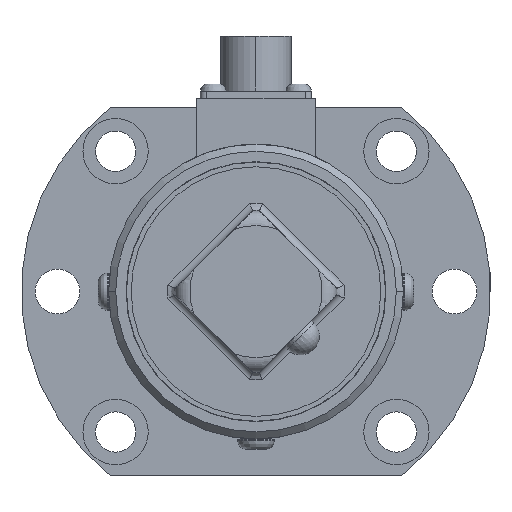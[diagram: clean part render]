
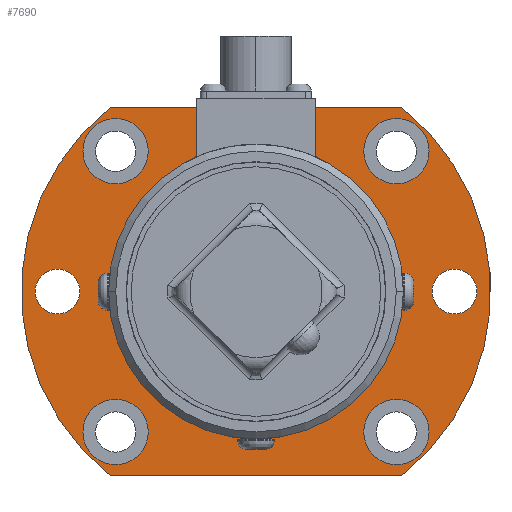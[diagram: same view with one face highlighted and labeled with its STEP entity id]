
A CAD part, left-side view. The second image highlights one B-rep face of the part: STEP entity #7690.
In plain terms, the highlighted planar face has unit normal (-1, 0, 0).
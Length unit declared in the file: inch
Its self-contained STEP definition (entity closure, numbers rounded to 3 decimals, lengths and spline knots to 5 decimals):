
#2644=CARTESIAN_POINT('',(2.342,1.54793,-1.04793));
#2645=VERTEX_POINT('',#2644);
#2661=CARTESIAN_POINT('',(2.342,1.8138,-1.3138));
#2662=VERTEX_POINT('',#2661);
#2669=CARTESIAN_POINT('',(2.342,1.68087,-1.18087));
#2670=DIRECTION('',(1.0,0.,0.));
#2671=DIRECTION('',(0.,-0.707,0.707));
#2672=AXIS2_PLACEMENT_3D('',#2669,#2670,#2671);
#2673=CIRCLE('',#2672,0.188);
#2674=EDGE_CURVE('',#2645,#2662,#2673,.T.);
#2684=CARTESIAN_POINT('',(2.342,-0.97576,-0.19445));
#2685=VERTEX_POINT('',#2684);
#2694=CARTESIAN_POINT('',(2.342,-1.36467,0.19445));
#2695=VERTEX_POINT('',#2694);
#2696=CARTESIAN_POINT('',(2.342,-1.17021,0.));
#2697=DIRECTION('',(1.0,0.,0.));
#2698=DIRECTION('',(0.,0.707,-0.707));
#2699=AXIS2_PLACEMENT_3D('',#2696,#2697,#2698);
#2700=CIRCLE('',#2699,0.275);
#2701=EDGE_CURVE('',#2695,#2685,#2700,.T.);
#3024=CARTESIAN_POINT('',(2.342,-0.54793,1.04793));
#3025=VERTEX_POINT('',#3024);
#3041=CARTESIAN_POINT('',(2.342,-0.8138,1.3138));
#3042=VERTEX_POINT('',#3041);
#3049=CARTESIAN_POINT('',(2.342,-0.68087,1.18087));
#3050=DIRECTION('',(1.0,0.,0.));
#3051=DIRECTION('',(0.,0.707,-0.707));
#3052=AXIS2_PLACEMENT_3D('',#3049,#3050,#3051);
#3053=CIRCLE('',#3052,0.188);
#3054=EDGE_CURVE('',#3025,#3042,#3053,.T.);
#3064=CARTESIAN_POINT('',(2.342,0.30555,1.47576));
#3065=VERTEX_POINT('',#3064);
#3074=CARTESIAN_POINT('',(2.342,0.69445,1.86467));
#3075=VERTEX_POINT('',#3074);
#3076=CARTESIAN_POINT('',(2.342,0.5,1.67021));
#3077=DIRECTION('',(1.0,0.,0.));
#3078=DIRECTION('',(0.,-0.707,-0.707));
#3079=AXIS2_PLACEMENT_3D('',#3076,#3077,#3078);
#3080=CIRCLE('',#3079,0.275);
#3081=EDGE_CURVE('',#3075,#3065,#3080,.T.);
#3148=CARTESIAN_POINT('',(2.342,1.97576,0.19445));
#3149=VERTEX_POINT('',#3148);
#3158=CARTESIAN_POINT('',(2.342,2.36467,-0.19445));
#3159=VERTEX_POINT('',#3158);
#3160=CARTESIAN_POINT('',(2.342,2.17021,0.));
#3161=DIRECTION('',(1.0,0.,0.));
#3162=DIRECTION('',(0.,-0.707,0.707));
#3163=AXIS2_PLACEMENT_3D('',#3160,#3161,#3162);
#3164=CIRCLE('',#3163,0.275);
#3165=EDGE_CURVE('',#3159,#3149,#3164,.T.);
#3232=CARTESIAN_POINT('',(2.342,0.69445,-1.47576));
#3233=VERTEX_POINT('',#3232);
#3242=CARTESIAN_POINT('',(2.342,0.30555,-1.86467));
#3243=VERTEX_POINT('',#3242);
#3244=CARTESIAN_POINT('',(2.342,0.5,-1.67021));
#3245=DIRECTION('',(1.0,0.,0.));
#3246=DIRECTION('',(0.,0.707,0.707));
#3247=AXIS2_PLACEMENT_3D('',#3244,#3245,#3246);
#3248=CIRCLE('',#3247,0.275);
#3249=EDGE_CURVE('',#3243,#3233,#3248,.T.);
#6957=CARTESIAN_POINT('',(2.342,1.37681,-0.87681));
#6958=VERTEX_POINT('',#6957);
#6959=CARTESIAN_POINT('',(2.342,0.5,0.));
#6960=DIRECTION('',(1.0,0.,0.));
#6961=DIRECTION('',(0.,0.707,-0.707));
#6962=AXIS2_PLACEMENT_3D('',#6959,#6960,#6961);
#6963=CIRCLE('',#6962,1.24);
#6964=EDGE_CURVE('',#6958,#6958,#6963,.T.);
#7586=CARTESIAN_POINT('',(2.342,1.58364,-1.08364));
#7587=DIRECTION('',(-1.0,0.0,0.0));
#7588=DIRECTION('',(0.0,0.707,-0.707));
#7589=AXIS2_PLACEMENT_3D('',#7586,#7587,#7588);
#7590=PLANE('',#7589);
#7591=CARTESIAN_POINT('',(2.342,0.73053,1.9615));
#7592=VERTEX_POINT('',#7591);
#7593=CARTESIAN_POINT('',(2.342,2.4615,0.23053));
#7594=VERTEX_POINT('',#7593);
#7595=CARTESIAN_POINT('',(2.342,0.73053,1.9615));
#7596=DIRECTION('',(0.,0.707,-0.707));
#7597=VECTOR('',#7596,2.44796);
#7598=LINE('',#7595,#7597);
#7599=EDGE_CURVE('',#7592,#7594,#7598,.T.);
#7600=ORIENTED_EDGE('',*,*,#7599,.T.);
#7601=CARTESIAN_POINT('',(2.342,0.26947,-1.9615));
#7602=VERTEX_POINT('',#7601);
#7603=CARTESIAN_POINT('',(2.342,0.5,0.));
#7604=DIRECTION('',(-1.0,0.,0.));
#7605=DIRECTION('',(0.,0.707,-0.707));
#7606=AXIS2_PLACEMENT_3D('',#7603,#7604,#7605);
#7607=CIRCLE('',#7606,1.975);
#7608=EDGE_CURVE('',#7594,#7602,#7607,.T.);
#7609=ORIENTED_EDGE('',*,*,#7608,.T.);
#7610=CARTESIAN_POINT('',(2.342,-1.4615,-0.23053));
#7611=VERTEX_POINT('',#7610);
#7612=CARTESIAN_POINT('',(2.342,0.26947,-1.9615));
#7613=DIRECTION('',(0.,-0.707,0.707));
#7614=VECTOR('',#7613,2.44796);
#7615=LINE('',#7612,#7614);
#7616=EDGE_CURVE('',#7602,#7611,#7615,.T.);
#7617=ORIENTED_EDGE('',*,*,#7616,.T.);
#7618=CARTESIAN_POINT('',(2.342,0.5,0.));
#7619=DIRECTION('',(-1.0,0.,0.));
#7620=DIRECTION('',(0.,0.707,-0.707));
#7621=AXIS2_PLACEMENT_3D('',#7618,#7619,#7620);
#7622=CIRCLE('',#7621,1.975);
#7623=EDGE_CURVE('',#7611,#7592,#7622,.T.);
#7624=ORIENTED_EDGE('',*,*,#7623,.T.);
#7625=EDGE_LOOP('',(#7600,#7609,#7617,#7624));
#7626=FACE_OUTER_BOUND('',#7625,.T.);
#7627=CARTESIAN_POINT('',(2.342,-1.17021,0.));
#7628=DIRECTION('',(1.0,0.,0.));
#7629=DIRECTION('',(0.,0.707,-0.707));
#7630=AXIS2_PLACEMENT_3D('',#7627,#7628,#7629);
#7631=CIRCLE('',#7630,0.275);
#7632=EDGE_CURVE('',#2685,#2695,#7631,.T.);
#7633=ORIENTED_EDGE('',*,*,#7632,.T.);
#7634=ORIENTED_EDGE('',*,*,#2701,.T.);
#7635=EDGE_LOOP('',(#7633,#7634));
#7636=FACE_BOUND('',#7635,.T.);
#7637=CARTESIAN_POINT('',(2.342,1.68087,-1.18087));
#7638=DIRECTION('',(1.0,0.,0.));
#7639=DIRECTION('',(0.,-0.707,0.707));
#7640=AXIS2_PLACEMENT_3D('',#7637,#7638,#7639);
#7641=CIRCLE('',#7640,0.188);
#7642=EDGE_CURVE('',#2662,#2645,#7641,.T.);
#7643=ORIENTED_EDGE('',*,*,#7642,.T.);
#7644=ORIENTED_EDGE('',*,*,#2674,.T.);
#7645=EDGE_LOOP('',(#7643,#7644));
#7646=FACE_BOUND('',#7645,.T.);
#7647=CARTESIAN_POINT('',(2.342,-0.68087,1.18087));
#7648=DIRECTION('',(1.0,0.,0.));
#7649=DIRECTION('',(0.,0.707,-0.707));
#7650=AXIS2_PLACEMENT_3D('',#7647,#7648,#7649);
#7651=CIRCLE('',#7650,0.188);
#7652=EDGE_CURVE('',#3042,#3025,#7651,.T.);
#7653=ORIENTED_EDGE('',*,*,#7652,.T.);
#7654=ORIENTED_EDGE('',*,*,#3054,.T.);
#7655=EDGE_LOOP('',(#7653,#7654));
#7656=FACE_BOUND('',#7655,.T.);
#7657=CARTESIAN_POINT('',(2.342,0.5,1.67021));
#7658=DIRECTION('',(1.0,0.,0.));
#7659=DIRECTION('',(0.,-0.707,-0.707));
#7660=AXIS2_PLACEMENT_3D('',#7657,#7658,#7659);
#7661=CIRCLE('',#7660,0.275);
#7662=EDGE_CURVE('',#3065,#3075,#7661,.T.);
#7663=ORIENTED_EDGE('',*,*,#7662,.T.);
#7664=ORIENTED_EDGE('',*,*,#3081,.T.);
#7665=EDGE_LOOP('',(#7663,#7664));
#7666=FACE_BOUND('',#7665,.T.);
#7667=CARTESIAN_POINT('',(2.342,2.17021,0.));
#7668=DIRECTION('',(1.0,0.,0.));
#7669=DIRECTION('',(0.,-0.707,0.707));
#7670=AXIS2_PLACEMENT_3D('',#7667,#7668,#7669);
#7671=CIRCLE('',#7670,0.275);
#7672=EDGE_CURVE('',#3149,#3159,#7671,.T.);
#7673=ORIENTED_EDGE('',*,*,#7672,.T.);
#7674=ORIENTED_EDGE('',*,*,#3165,.T.);
#7675=EDGE_LOOP('',(#7673,#7674));
#7676=FACE_BOUND('',#7675,.T.);
#7677=CARTESIAN_POINT('',(2.342,0.5,-1.67021));
#7678=DIRECTION('',(1.0,0.,0.));
#7679=DIRECTION('',(0.,0.707,0.707));
#7680=AXIS2_PLACEMENT_3D('',#7677,#7678,#7679);
#7681=CIRCLE('',#7680,0.275);
#7682=EDGE_CURVE('',#3233,#3243,#7681,.T.);
#7683=ORIENTED_EDGE('',*,*,#7682,.T.);
#7684=ORIENTED_EDGE('',*,*,#3249,.T.);
#7685=EDGE_LOOP('',(#7683,#7684));
#7686=FACE_BOUND('',#7685,.T.);
#7687=ORIENTED_EDGE('',*,*,#6964,.T.);
#7688=EDGE_LOOP('',(#7687));
#7689=FACE_BOUND('',#7688,.T.);
#7690=ADVANCED_FACE('',(#7626,#7636,#7646,#7656,#7666,#7676,#7686,#7689),#7590,.T.);
